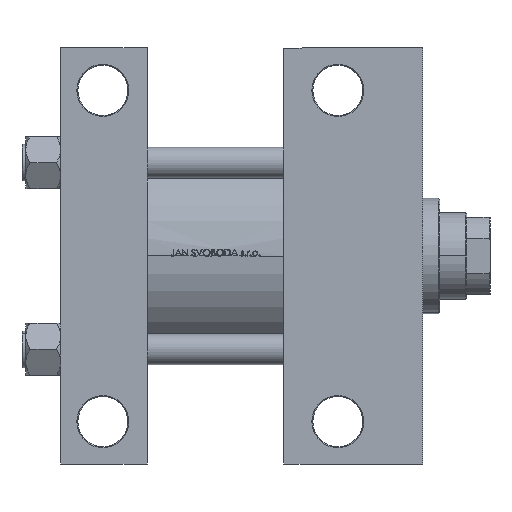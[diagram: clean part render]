
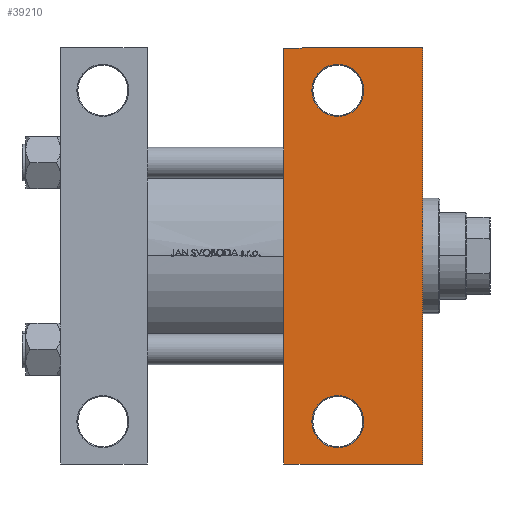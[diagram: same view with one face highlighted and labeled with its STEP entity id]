
A CAD part, front view. The second image highlights one B-rep face of the part: STEP entity #39210.
In plain terms, the highlighted face is planar.
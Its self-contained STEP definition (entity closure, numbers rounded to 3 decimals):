
#946 = CARTESIAN_POINT ( 'NONE',  ( 116., -108., -65. ) ) ;
#1243 = EDGE_CURVE ( 'NONE', #17612, #24587, #31714, .T. ) ;
#1598 = DIRECTION ( 'NONE',  ( 0., 1., 0. ) ) ;
#1880 = CIRCLE ( 'NONE', #47546, 13.5 ) ;
#2386 = PLANE ( 'NONE',  #12161 ) ;
#3068 = EDGE_CURVE ( 'NONE', #24587, #17612, #1880, .T. ) ;
#3521 = VERTEX_POINT ( 'NONE', #5978 ) ;
#3595 = CIRCLE ( 'NONE', #11298, 13.5 ) ;
#4168 = EDGE_CURVE ( 'NONE', #7339, #23100, #8919, .T. ) ;
#5271 = CARTESIAN_POINT ( 'NONE',  ( 116., 108., -65. ) ) ;
#5801 = DIRECTION ( 'NONE',  ( 0., 1., 0. ) ) ;
#5978 = CARTESIAN_POINT ( 'NONE',  ( 188., -108., -65. ) ) ;
#6012 = FACE_OUTER_BOUND ( 'NONE', #43119, .T. ) ;
#7153 = DIRECTION ( 'NONE',  ( 0., 0., 1. ) ) ;
#7339 = VERTEX_POINT ( 'NONE', #9222 ) ;
#7409 = CARTESIAN_POINT ( 'NONE',  ( 130.5, 86., -65. ) ) ;
#8253 = DIRECTION ( 'NONE',  ( 0., 0., 1. ) ) ;
#8645 = CARTESIAN_POINT ( 'NONE',  ( 144., 86., -65. ) ) ;
#8786 = CARTESIAN_POINT ( 'NONE',  ( 188., 65., -65. ) ) ;
#8919 = LINE ( 'NONE', #5271, #30493 ) ;
#9107 = CARTESIAN_POINT ( 'NONE',  ( 144., -86., -65. ) ) ;
#9222 = CARTESIAN_POINT ( 'NONE',  ( 116., 108., -65. ) ) ;
#9887 = DIRECTION ( 'NONE',  ( 0., 1., 0. ) ) ;
#11298 = AXIS2_PLACEMENT_3D ( 'NONE', #9107, #20232, #35015 ) ;
#12123 = VERTEX_POINT ( 'NONE', #38506 ) ;
#12161 = AXIS2_PLACEMENT_3D ( 'NONE', #39914, #13025, #9887 ) ;
#12736 = EDGE_LOOP ( 'NONE', ( #21490, #14500 ) ) ;
#13025 = DIRECTION ( 'NONE',  ( 0., 0., -1. ) ) ;
#13416 = DIRECTION ( 'NONE',  ( 0., -1., 0. ) ) ;
#14500 = ORIENTED_EDGE ( 'NONE', *, *, #32654, .T. ) ;
#14936 = CARTESIAN_POINT ( 'NONE',  ( 116., -108., -65. ) ) ;
#16266 = LINE ( 'NONE', #8786, #18550 ) ;
#17099 = CIRCLE ( 'NONE', #37251, 13.5 ) ;
#17612 = VERTEX_POINT ( 'NONE', #26905 ) ;
#17616 = FACE_BOUND ( 'NONE', #12736, .T. ) ;
#17929 = ORIENTED_EDGE ( 'NONE', *, *, #19086, .T. ) ;
#18550 = VECTOR ( 'NONE', #45383, 1000. ) ;
#19086 = EDGE_CURVE ( 'NONE', #3521, #34873, #36538, .T. ) ;
#19959 = EDGE_CURVE ( 'NONE', #23100, #3521, #16266, .T. ) ;
#20232 = DIRECTION ( 'NONE',  ( 0., 0., 1. ) ) ;
#21490 = ORIENTED_EDGE ( 'NONE', *, *, #22952, .T. ) ;
#21657 = CARTESIAN_POINT ( 'NONE',  ( 188., 108., -65. ) ) ;
#21891 = CARTESIAN_POINT ( 'NONE',  ( 144., -86., -65. ) ) ;
#22530 = ORIENTED_EDGE ( 'NONE', *, *, #4168, .T. ) ;
#22952 = EDGE_CURVE ( 'NONE', #47563, #12123, #17099, .T. ) ;
#23100 = VERTEX_POINT ( 'NONE', #21657 ) ;
#23955 = AXIS2_PLACEMENT_3D ( 'NONE', #8645, #26764, #1598 ) ;
#24587 = VERTEX_POINT ( 'NONE', #7409 ) ;
#24795 = ORIENTED_EDGE ( 'NONE', *, *, #1243, .T. ) ;
#26230 = VECTOR ( 'NONE', #37011, 1000. ) ;
#26631 = CARTESIAN_POINT ( 'NONE',  ( 144., 86., -65. ) ) ;
#26667 = ORIENTED_EDGE ( 'NONE', *, *, #30628, .F. ) ;
#26764 = DIRECTION ( 'NONE',  ( 0., 0., 1. ) ) ;
#26905 = CARTESIAN_POINT ( 'NONE',  ( 157.5, 86., -65. ) ) ;
#30025 = ORIENTED_EDGE ( 'NONE', *, *, #19959, .T. ) ;
#30493 = VECTOR ( 'NONE', #41896, 1000. ) ;
#30628 = EDGE_CURVE ( 'NONE', #7339, #34873, #46645, .T. ) ;
#31714 = CIRCLE ( 'NONE', #23955, 13.5 ) ;
#31835 = CARTESIAN_POINT ( 'NONE',  ( 116., 65., -65. ) ) ;
#32654 = EDGE_CURVE ( 'NONE', #12123, #47563, #3595, .T. ) ;
#32885 = VECTOR ( 'NONE', #13416, 1000. ) ;
#34873 = VERTEX_POINT ( 'NONE', #946 ) ;
#35015 = DIRECTION ( 'NONE',  ( 0., 1., 0. ) ) ;
#35573 = FACE_BOUND ( 'NONE', #40601, .T. ) ;
#36538 = LINE ( 'NONE', #14936, #26230 ) ;
#36705 = DIRECTION ( 'NONE',  ( 0., 1., 0. ) ) ;
#37011 = DIRECTION ( 'NONE',  ( -1., 0., 0. ) ) ;
#37251 = AXIS2_PLACEMENT_3D ( 'NONE', #21891, #7153, #36705 ) ;
#38506 = CARTESIAN_POINT ( 'NONE',  ( 157.5, -86., -65. ) ) ;
#39210 = ADVANCED_FACE ( 'NONE', ( #35573, #17616, #6012 ), #2386, .T. ) ;
#39914 = CARTESIAN_POINT ( 'NONE',  ( 188., 65., -65. ) ) ;
#40514 = ORIENTED_EDGE ( 'NONE', *, *, #3068, .T. ) ;
#40601 = EDGE_LOOP ( 'NONE', ( #40514, #24795 ) ) ;
#40800 = CARTESIAN_POINT ( 'NONE',  ( 130.5, -86., -65. ) ) ;
#41896 = DIRECTION ( 'NONE',  ( 1., 0., 0. ) ) ;
#43119 = EDGE_LOOP ( 'NONE', ( #26667, #22530, #30025, #17929 ) ) ;
#45383 = DIRECTION ( 'NONE',  ( 0., -1., 0. ) ) ;
#46645 = LINE ( 'NONE', #31835, #32885 ) ;
#47546 = AXIS2_PLACEMENT_3D ( 'NONE', #26631, #8253, #5801 ) ;
#47563 = VERTEX_POINT ( 'NONE', #40800 ) ;
